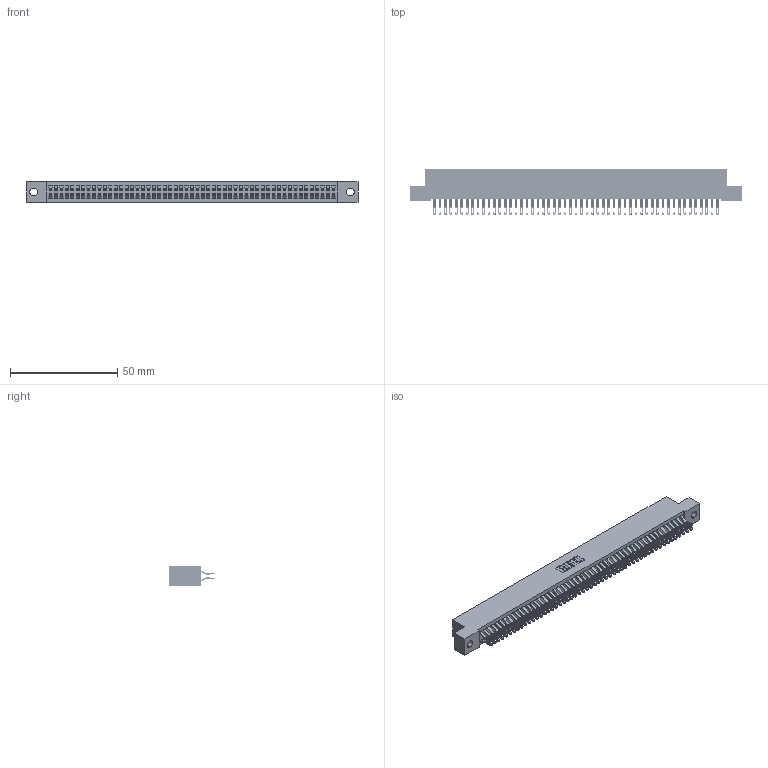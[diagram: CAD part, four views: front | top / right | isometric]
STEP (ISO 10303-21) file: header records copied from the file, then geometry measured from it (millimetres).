
FILE_DESCRIPTION (( 'STEP AP203' ), '1' );
FILE_NAME ('342-106-555-202.STEP', '2019-10-04T19:21:01', ( '' ), ( '' ), 'SwSTEP 2.0', 'SolidWorks 2016', '' );
FILE_SCHEMA (( 'CONFIG_CONTROL_DESIGN' ));
Length unit declared in the file: inch
Products named in the file (3): 342 Part_.128 Slot; 345-292-001_555 Tail; 342-106-555-202
Assembly tree (107 placements, depth 2):
  342-106-555-202
    342 Part_.128 Slot
    345-292-001_555 Tail  x106
Bounding box: 154.94 x 21.47 x 9.4 mm (x, y, z)
Volume: 14215.8 mm3; surface area: 24196 mm2
Topology: 107 solids, 107 shells, 6262 faces, 19709 edges, 13138 vertices
Faces by surface type: plane 3674, cylinder 2588
Entity records: 33003 total; most frequent: CARTESIAN_POINT 5492, ORIENTED_EDGE 5398, DIRECTION 4643, EDGE_CURVE 2699, VECTOR 2551, LINE 2551, VERTEX_POINT 1798, AXIS2_PLACEMENT_3D 1046
